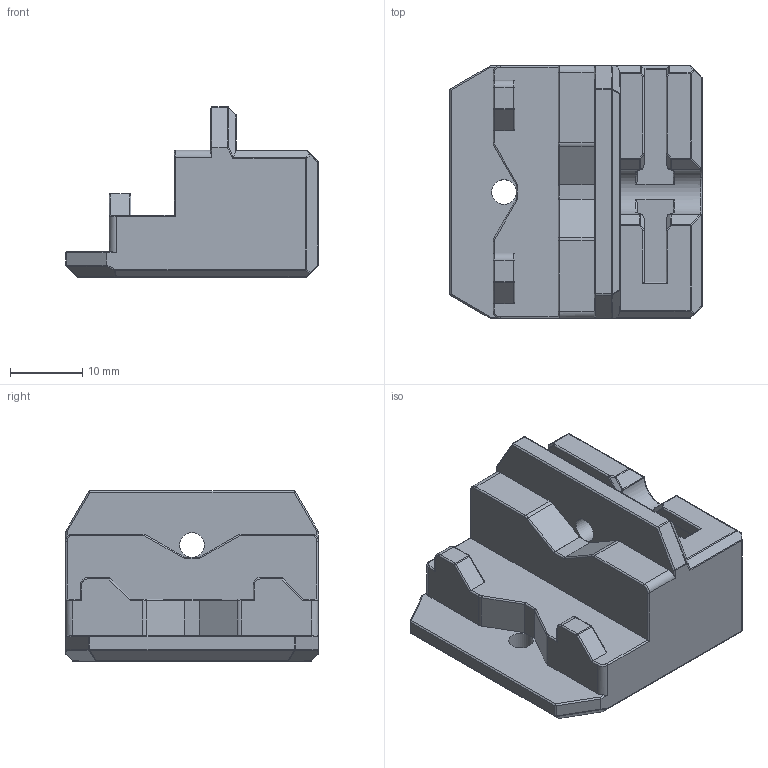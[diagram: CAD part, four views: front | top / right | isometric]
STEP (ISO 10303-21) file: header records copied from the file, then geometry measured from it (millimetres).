
FILE_DESCRIPTION(/* description */ (''),/* implementation_level */ '2;1');
FILE_NAME(/* name */ 'R1_SpoolHolder_DualColour.step',/* time_stamp */ '2025-07-15T19:58:15+01:00',/* author */ (''),/* organization */ (''),/* preprocessor_version */ 'ST-DEVELOPER v20.1',/* originating_system */ 'Autodesk Translation Framework v14.10.0.0',/* authorisation */ '');
FILE_SCHEMA (('AUTOMOTIVE_DESIGN { 1 0 10303 214 3 1 1 }'));
Length unit declared in the file: millimetre
Products named in the file (1): MountBase
Bounding box: 34.95 x 35 x 23.62 mm (x, y, z)
Volume: 14784 mm3; surface area: 6303.8 mm2
Topology: 8 solids, 8 shells, 582 faces, 1333 edges, 759 vertices
Faces by surface type: plane 216, cylinder 207, sphere 83, bspline 45, torus 19, cone 12
Full cylindrical faces by diameter (mm): 3.4 x2
Entity records: 16888 total; most frequent: CARTESIAN_POINT 3719, DIRECTION 2892, ORIENTED_EDGE 2640, EDGE_CURVE 1320, AXIS2_PLACEMENT_3D 1068, VERTEX_POINT 759, LINE 756, VECTOR 756
